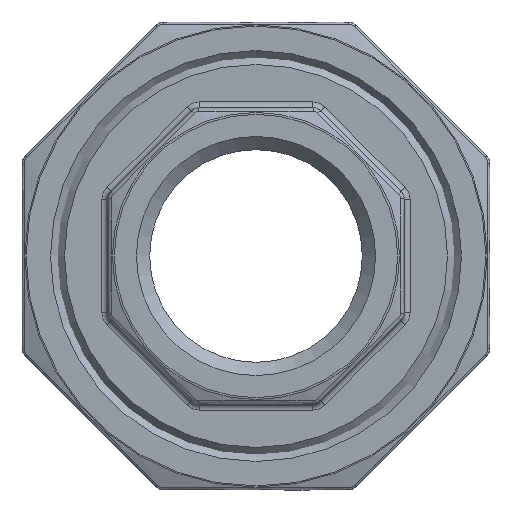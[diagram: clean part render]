
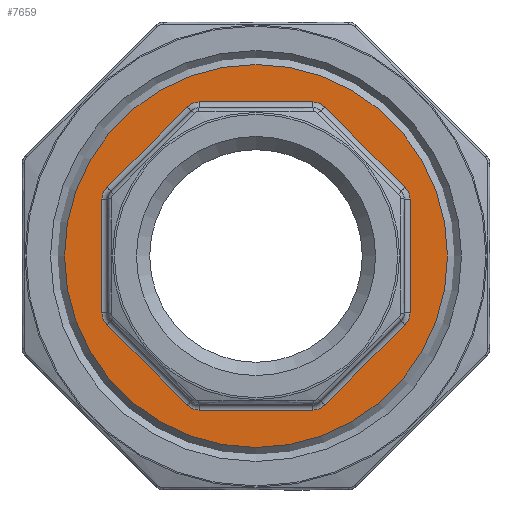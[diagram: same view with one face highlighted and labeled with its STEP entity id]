
A CAD part, left-side view. The second image highlights one B-rep face of the part: STEP entity #7659.
In plain terms, the highlighted planar face has unit normal (-1, 0, 0).
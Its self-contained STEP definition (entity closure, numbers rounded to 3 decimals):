
#8 = VERTEX_POINT ( 'NONE', #17049 ) ;
#31 = AXIS2_PLACEMENT_3D ( 'NONE', #8160, #3742, #5410 ) ;
#146 = DIRECTION ( 'NONE',  ( 1., 0., 0. ) ) ;
#155 = ORIENTED_EDGE ( 'NONE', *, *, #3803, .T. ) ;
#294 = ORIENTED_EDGE ( 'NONE', *, *, #4209, .T. ) ;
#470 = DIRECTION ( 'NONE',  ( 0., 1., 0. ) ) ;
#526 = AXIS2_PLACEMENT_3D ( 'NONE', #10384, #19198, #2902 ) ;
#741 = EDGE_CURVE ( 'NONE', #7494, #7494, #3650, .T. ) ;
#794 = DIRECTION ( 'NONE',  ( -1., 0., 0. ) ) ;
#830 = CARTESIAN_POINT ( 'NONE',  ( -9.5, -1.158, -17.933 ) ) ;
#1131 = ORIENTED_EDGE ( 'NONE', *, *, #6518, .T. ) ;
#1235 = DIRECTION ( 'NONE',  ( 1., 0., 0. ) ) ;
#1341 = CARTESIAN_POINT ( 'NONE',  ( -9.5, 12., -4.971 ) ) ;
#1549 = DIRECTION ( 'NONE',  ( 1., 0., 0. ) ) ;
#1550 = EDGE_CURVE ( 'NONE', #3535, #8, #4294, .T. ) ;
#1768 = VERTEX_POINT ( 'NONE', #5985 ) ;
#2204 = VERTEX_POINT ( 'NONE', #17294 ) ;
#2358 = FACE_OUTER_BOUND ( 'NONE', #19238, .T. ) ;
#2370 = DIRECTION ( 'NONE',  ( 1., 0., 0. ) ) ;
#2485 = VERTEX_POINT ( 'NONE', #10111 ) ;
#2902 = DIRECTION ( 'NONE',  ( 0., -1., 0. ) ) ;
#3535 = VERTEX_POINT ( 'NONE', #7831 ) ;
#3609 = VERTEX_POINT ( 'NONE', #18527 ) ;
#3650 = CIRCLE ( 'NONE', #14966, 16.775 ) ;
#3712 = CARTESIAN_POINT ( 'NONE',  ( -9.5, 13.061, 6.031 ) ) ;
#3742 = DIRECTION ( 'NONE',  ( 1., 0., 0. ) ) ;
#3803 = EDGE_CURVE ( 'NONE', #11536, #13635, #13995, .T. ) ;
#3830 = VERTEX_POINT ( 'NONE', #16394 ) ;
#3898 = VERTEX_POINT ( 'NONE', #7898 ) ;
#4209 = EDGE_CURVE ( 'NONE', #18138, #2485, #4435, .T. ) ;
#4294 = LINE ( 'NONE', #12080, #4327 ) ;
#4327 = VECTOR ( 'NONE', #4494, 1000. ) ;
#4360 = ORIENTED_EDGE ( 'NONE', *, *, #11999, .T. ) ;
#4435 = CIRCLE ( 'NONE', #16395, 1.5 ) ;
#4494 = DIRECTION ( 'NONE',  ( 0., 0., 1. ) ) ;
#4603 = AXIS2_PLACEMENT_3D ( 'NONE', #7808, #146, #13836 ) ;
#4724 = LINE ( 'NONE', #16647, #7226 ) ;
#4809 = VERTEX_POINT ( 'NONE', #11475 ) ;
#4824 = CARTESIAN_POINT ( 'NONE',  ( -9.5, 16.775, -13.5 ) ) ;
#4920 = LINE ( 'NONE', #7768, #7438 ) ;
#4938 = CIRCLE ( 'NONE', #526, 1.5 ) ;
#4991 = ORIENTED_EDGE ( 'NONE', *, *, #10467, .T. ) ;
#5284 = ORIENTED_EDGE ( 'NONE', *, *, #9540, .T. ) ;
#5285 = VERTEX_POINT ( 'NONE', #3712 ) ;
#5410 = DIRECTION ( 'NONE',  ( 0., -1., 0. ) ) ;
#5704 = ORIENTED_EDGE ( 'NONE', *, *, #11869, .T. ) ;
#5985 = CARTESIAN_POINT ( 'NONE',  ( -9.5, -4.971, 13.5 ) ) ;
#6518 = EDGE_CURVE ( 'NONE', #11614, #17782, #15856, .T. ) ;
#6551 = CARTESIAN_POINT ( 'NONE',  ( -9.5, -4.971, -13.5 ) ) ;
#6619 = CIRCLE ( 'NONE', #31, 1.5 ) ;
#6791 = DIRECTION ( 'NONE',  ( 0., -1., 0. ) ) ;
#7009 = CARTESIAN_POINT ( 'NONE',  ( -9.5, -4.971, 12. ) ) ;
#7226 = VECTOR ( 'NONE', #16945, 1000. ) ;
#7263 = EDGE_CURVE ( 'NONE', #3830, #18138, #12448, .T. ) ;
#7329 = DIRECTION ( 'NONE',  ( 0., -1., 0. ) ) ;
#7339 = AXIS2_PLACEMENT_3D ( 'NONE', #15983, #13019, #16367 ) ;
#7391 = CARTESIAN_POINT ( 'NONE',  ( -9.5, 16.775, 0. ) ) ;
#7436 = CIRCLE ( 'NONE', #18513, 1.5 ) ;
#7438 = VECTOR ( 'NONE', #14076, 1000. ) ;
#7494 = VERTEX_POINT ( 'NONE', #7391 ) ;
#7659 = ADVANCED_FACE ( 'NONE', ( #12814, #2358 ), #18575, .T. ) ;
#7747 = CIRCLE ( 'NONE', #15002, 1.5 ) ;
#7768 = CARTESIAN_POINT ( 'NONE',  ( -9.5, 17.933, 1.158 ) ) ;
#7808 = CARTESIAN_POINT ( 'NONE',  ( -9.5, 4.971, 12. ) ) ;
#7831 = CARTESIAN_POINT ( 'NONE',  ( -9.5, 13.5, -4.971 ) ) ;
#7898 = CARTESIAN_POINT ( 'NONE',  ( -9.5, 6.031, -13.061 ) ) ;
#7948 = LINE ( 'NONE', #4824, #14956 ) ;
#8079 = CARTESIAN_POINT ( 'NONE',  ( -9.5, 0., 0. ) ) ;
#8160 = CARTESIAN_POINT ( 'NONE',  ( -9.5, -12., 4.971 ) ) ;
#8469 = LINE ( 'NONE', #11274, #16361 ) ;
#8485 = DIRECTION ( 'NONE',  ( 0., 0.707, -0.707 ) ) ;
#9338 = ORIENTED_EDGE ( 'NONE', *, *, #10299, .T. ) ;
#9540 = EDGE_CURVE ( 'NONE', #5285, #11536, #4920, .T. ) ;
#9555 = EDGE_CURVE ( 'NONE', #17782, #2204, #7948, .T. ) ;
#9656 = VECTOR ( 'NONE', #10489, 1000. ) ;
#10045 = ORIENTED_EDGE ( 'NONE', *, *, #10296, .T. ) ;
#10080 = CARTESIAN_POINT ( 'NONE',  ( -9.5, 12., 4.971 ) ) ;
#10100 = ORIENTED_EDGE ( 'NONE', *, *, #11618, .T. ) ;
#10111 = CARTESIAN_POINT ( 'NONE',  ( -9.5, -13.061, -6.031 ) ) ;
#10296 = EDGE_CURVE ( 'NONE', #13635, #1768, #11891, .T. ) ;
#10299 = EDGE_CURVE ( 'NONE', #8, #5285, #7747, .T. ) ;
#10339 = EDGE_CURVE ( 'NONE', #2204, #3898, #4938, .T. ) ;
#10384 = CARTESIAN_POINT ( 'NONE',  ( -9.5, 4.971, -12. ) ) ;
#10467 = EDGE_CURVE ( 'NONE', #2485, #11614, #14132, .T. ) ;
#10489 = DIRECTION ( 'NONE',  ( 0., -1., 0. ) ) ;
#10530 = CARTESIAN_POINT ( 'NONE',  ( -9.5, -13.5, -4.971 ) ) ;
#10548 = EDGE_CURVE ( 'NONE', #1768, #3609, #7436, .T. ) ;
#10782 = DIRECTION ( 'NONE',  ( 0., 0., -1. ) ) ;
#11047 = CARTESIAN_POINT ( 'NONE',  ( -9.5, 16.775, 0. ) ) ;
#11156 = DIRECTION ( 'NONE',  ( 0., 1., 0. ) ) ;
#11203 = ORIENTED_EDGE ( 'NONE', *, *, #1550, .T. ) ;
#11274 = CARTESIAN_POINT ( 'NONE',  ( -9.5, -1.158, 17.933 ) ) ;
#11455 = CARTESIAN_POINT ( 'NONE',  ( -9.5, -12., -4.971 ) ) ;
#11475 = CARTESIAN_POINT ( 'NONE',  ( -9.5, 13.061, -6.031 ) ) ;
#11536 = VERTEX_POINT ( 'NONE', #13831 ) ;
#11614 = VERTEX_POINT ( 'NONE', #13925 ) ;
#11618 = EDGE_CURVE ( 'NONE', #3609, #17886, #8469, .T. ) ;
#11869 = EDGE_CURVE ( 'NONE', #17886, #3830, #6619, .T. ) ;
#11891 = LINE ( 'NONE', #13557, #9656 ) ;
#11965 = DIRECTION ( 'NONE',  ( 1., 0., 0. ) ) ;
#11989 = CARTESIAN_POINT ( 'NONE',  ( -9.5, 4.971, 13.5 ) ) ;
#11999 = EDGE_CURVE ( 'NONE', #3898, #4809, #4724, .T. ) ;
#12080 = CARTESIAN_POINT ( 'NONE',  ( -9.5, 13.5, 0. ) ) ;
#12263 = EDGE_LOOP ( 'NONE', ( #11203, #9338, #5284, #155, #10045, #16704, #10100, #5704, #13544, #294, #4991, #1131, #19357, #15314, #4360, #17501 ) ) ;
#12356 = CARTESIAN_POINT ( 'NONE',  ( -9.5, -13.5, 0. ) ) ;
#12448 = LINE ( 'NONE', #12356, #16887 ) ;
#12814 = FACE_BOUND ( 'NONE', #12263, .T. ) ;
#12820 = DIRECTION ( 'NONE',  ( 1., 0., 0. ) ) ;
#13019 = DIRECTION ( 'NONE',  ( 1., 0., 0. ) ) ;
#13232 = DIRECTION ( 'NONE',  ( 0., -1., 0. ) ) ;
#13544 = ORIENTED_EDGE ( 'NONE', *, *, #7263, .T. ) ;
#13557 = CARTESIAN_POINT ( 'NONE',  ( -9.5, 16.775, 13.5 ) ) ;
#13635 = VERTEX_POINT ( 'NONE', #11989 ) ;
#13831 = CARTESIAN_POINT ( 'NONE',  ( -9.5, 6.031, 13.061 ) ) ;
#13836 = DIRECTION ( 'NONE',  ( 0., -1., 0. ) ) ;
#13925 = CARTESIAN_POINT ( 'NONE',  ( -9.5, -6.031, -13.061 ) ) ;
#13995 = CIRCLE ( 'NONE', #4603, 1.5 ) ;
#14076 = DIRECTION ( 'NONE',  ( 0., -0.707, 0.707 ) ) ;
#14132 = LINE ( 'NONE', #830, #19442 ) ;
#14546 = EDGE_CURVE ( 'NONE', #4809, #3535, #14774, .T. ) ;
#14774 = CIRCLE ( 'NONE', #17312, 1.5 ) ;
#14956 = VECTOR ( 'NONE', #470, 1000. ) ;
#14966 = AXIS2_PLACEMENT_3D ( 'NONE', #8079, #2370, #11156 ) ;
#15002 = AXIS2_PLACEMENT_3D ( 'NONE', #10080, #1235, #16126 ) ;
#15314 = ORIENTED_EDGE ( 'NONE', *, *, #10339, .T. ) ;
#15600 = DIRECTION ( 'NONE',  ( 0., -0.707, -0.707 ) ) ;
#15856 = CIRCLE ( 'NONE', #7339, 1.5 ) ;
#15983 = CARTESIAN_POINT ( 'NONE',  ( -9.5, -4.971, -12. ) ) ;
#16126 = DIRECTION ( 'NONE',  ( 0., -1., 0. ) ) ;
#16361 = VECTOR ( 'NONE', #15600, 1000. ) ;
#16367 = DIRECTION ( 'NONE',  ( 0., -1., 0. ) ) ;
#16394 = CARTESIAN_POINT ( 'NONE',  ( -9.5, -13.5, 4.971 ) ) ;
#16395 = AXIS2_PLACEMENT_3D ( 'NONE', #11455, #12820, #17167 ) ;
#16631 = ORIENTED_EDGE ( 'NONE', *, *, #741, .F. ) ;
#16647 = CARTESIAN_POINT ( 'NONE',  ( -9.5, 17.933, -1.158 ) ) ;
#16704 = ORIENTED_EDGE ( 'NONE', *, *, #10548, .T. ) ;
#16887 = VECTOR ( 'NONE', #10782, 1000. ) ;
#16945 = DIRECTION ( 'NONE',  ( 0., 0.707, 0.707 ) ) ;
#17049 = CARTESIAN_POINT ( 'NONE',  ( -9.5, 13.5, 4.971 ) ) ;
#17167 = DIRECTION ( 'NONE',  ( 0., -1., 0. ) ) ;
#17294 = CARTESIAN_POINT ( 'NONE',  ( -9.5, 4.971, -13.5 ) ) ;
#17302 = CARTESIAN_POINT ( 'NONE',  ( -9.5, -13.061, 6.031 ) ) ;
#17312 = AXIS2_PLACEMENT_3D ( 'NONE', #1341, #1549, #7329 ) ;
#17501 = ORIENTED_EDGE ( 'NONE', *, *, #14546, .T. ) ;
#17782 = VERTEX_POINT ( 'NONE', #6551 ) ;
#17868 = AXIS2_PLACEMENT_3D ( 'NONE', #11047, #794, #6791 ) ;
#17886 = VERTEX_POINT ( 'NONE', #17302 ) ;
#18138 = VERTEX_POINT ( 'NONE', #10530 ) ;
#18513 = AXIS2_PLACEMENT_3D ( 'NONE', #7009, #11965, #13232 ) ;
#18527 = CARTESIAN_POINT ( 'NONE',  ( -9.5, -6.031, 13.061 ) ) ;
#18575 = PLANE ( 'NONE',  #17868 ) ;
#19198 = DIRECTION ( 'NONE',  ( 1., 0., 0. ) ) ;
#19238 = EDGE_LOOP ( 'NONE', ( #16631 ) ) ;
#19357 = ORIENTED_EDGE ( 'NONE', *, *, #9555, .T. ) ;
#19442 = VECTOR ( 'NONE', #8485, 1000. ) ;
